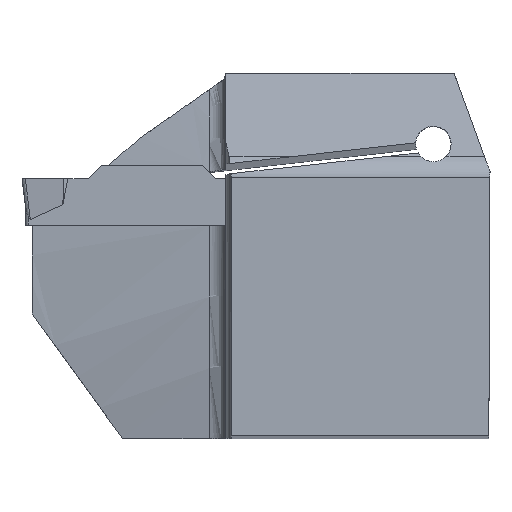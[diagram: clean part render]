
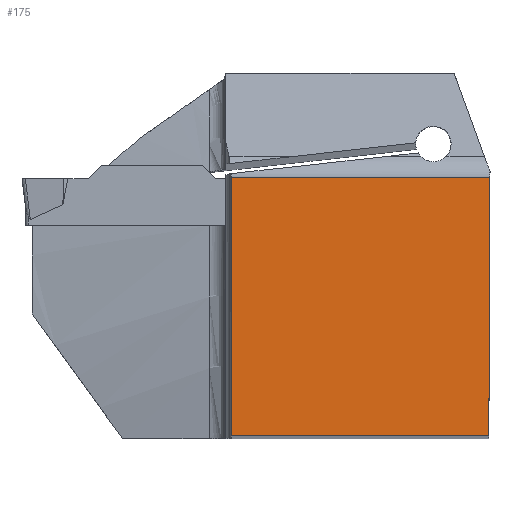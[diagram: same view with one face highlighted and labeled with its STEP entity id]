
A CAD part, top view. The second image highlights one B-rep face of the part: STEP entity #175.
In plain terms, the highlighted planar face has unit normal (0, 0, 1).
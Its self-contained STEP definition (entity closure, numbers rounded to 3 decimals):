
#122=PLANE('',#1440);
#175=ADVANCED_FACE('CU_BACK_SU1',(#252),#122,.F.);
#252=FACE_OUTER_BOUND('',#316,.T.);
#316=EDGE_LOOP('',(#564,#565,#566,#567));
#564=ORIENTED_EDGE('',*,*,#971,.T.);
#565=ORIENTED_EDGE('',*,*,#945,.T.);
#566=ORIENTED_EDGE('',*,*,#1000,.T.);
#567=ORIENTED_EDGE('',*,*,#992,.F.);
#818=VERTEX_POINT('',#2021);
#819=VERTEX_POINT('',#2023);
#838=VERTEX_POINT('',#2106);
#850=VERTEX_POINT('',#2164);
#945=EDGE_CURVE('',#819,#818,#1101,.T.);
#971=EDGE_CURVE('',#838,#819,#1117,.T.);
#992=EDGE_CURVE('',#838,#850,#1133,.T.);
#1000=EDGE_CURVE('',#818,#850,#1138,.T.);
#1101=LINE('',#2022,#1218);
#1117=LINE('',#2105,#1234);
#1133=LINE('',#2163,#1250);
#1138=LINE('',#2179,#1255);
#1218=VECTOR('',#1570,1.);
#1234=VECTOR('',#1612,1.);
#1250=VECTOR('',#1648,1.);
#1255=VECTOR('',#1671,1.);
#1440=AXIS2_PLACEMENT_3D('',#2180,#1672,#1673);
#1570=DIRECTION('',(0.004,1.,0.));
#1612=DIRECTION('',(1.,0.,0.));
#1648=DIRECTION('',(0.,1.,0.));
#1671=DIRECTION('',(-1.,0.,0.));
#1672=DIRECTION('',(0.,0.,-1.));
#1673=DIRECTION('',(0.,-1.,0.));
#2021=CARTESIAN_POINT('',(0.,24.875,0.));
#2022=CARTESIAN_POINT('',(0.088,44.976,0.));
#2023=CARTESIAN_POINT('',(-0.109,0.,0.));
#2105=CARTESIAN_POINT('',(23.244,0.,0.));
#2106=CARTESIAN_POINT('',(-24.875,0.,0.));
#2163=CARTESIAN_POINT('',(-24.875,44.875,0.));
#2164=CARTESIAN_POINT('',(-24.875,24.875,0.));
#2179=CARTESIAN_POINT('',(23.244,24.875,0.));
#2180=CARTESIAN_POINT('',(23.244,44.875,0.));
